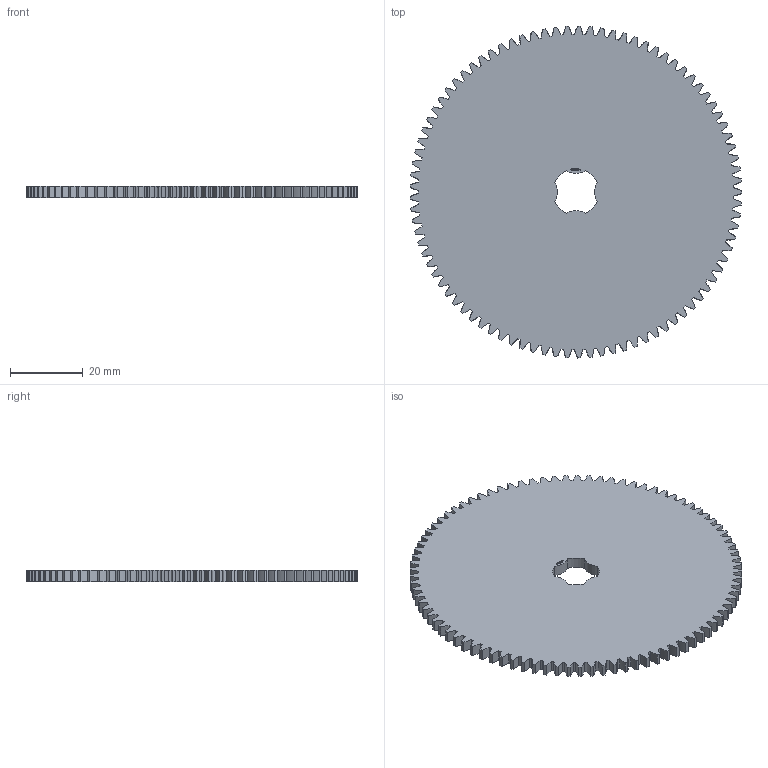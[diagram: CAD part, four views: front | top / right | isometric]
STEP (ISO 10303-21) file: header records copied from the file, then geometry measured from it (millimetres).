
FILE_DESCRIPTION(('FreeCAD Model'),'2;1');
FILE_NAME('Open CASCADE Shape Model','2024-03-11T23:23:59',(''),(''), 'Open CASCADE STEP processor 7.6','FreeCAD','Unknown');
FILE_SCHEMA(('AUTOMOTIVE_DESIGN { 1 0 10303 214 1 1 1 1 }'));
Products named in the file (1): Gear Wheel PLN TTH89 BU00.25 SFT-SHD - SPN-GWH-0333 (stemfie.org)
Bounding box: 90.98 x 91 x 3.12 mm (x, y, z)
Volume: 19036.9 mm3; surface area: 14070.1 mm2
Topology: 1 solids, 1 shells, 885 faces, 2562 edges, 1708 vertices
Faces by surface type: extrusion 552, plane 325, cylinder 8
Entity records: 85176 total; most frequent: CARTESIAN_POINT 31830, DIRECTION 6714, VECTOR 5998, LINE 5446, ORIENTED_EDGE 5124, PCURVE 5124, DEFINITIONAL_REPRESENTATION 5124, B_SPLINE_CURVE_WITH_KNOTS 2760
